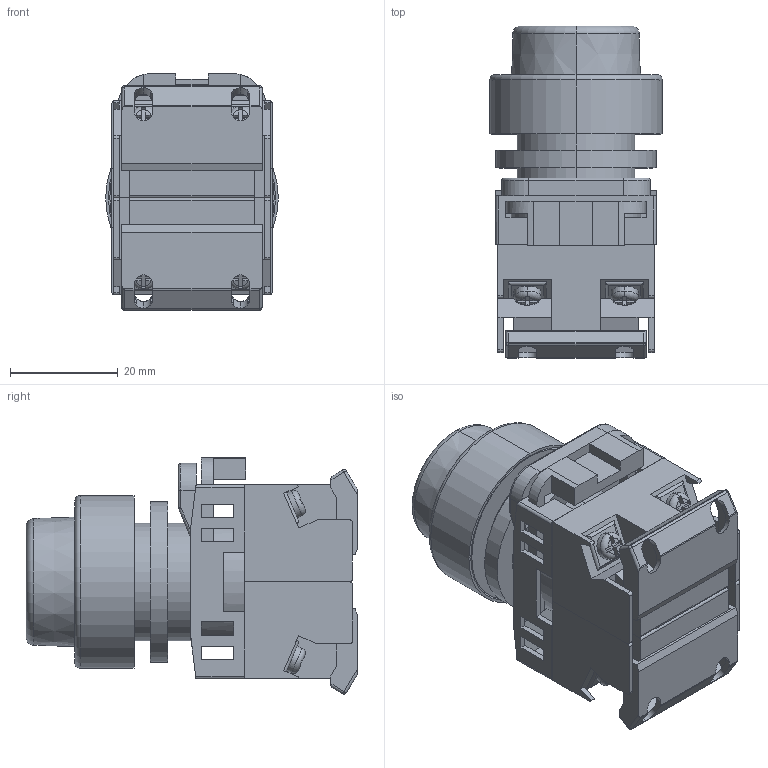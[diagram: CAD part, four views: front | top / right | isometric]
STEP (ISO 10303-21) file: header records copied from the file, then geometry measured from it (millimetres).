
FILE_DESCRIPTION (( 'STEP AP214' ), '1' );
FILE_NAME ('AR22JR-3C22AZA.step', '2017-08-28T21:17:12', ( '' ), ( '' ), 'SwSTEP 2.0', 'SolidWorks 2017', '' );
FILE_SCHEMA (( 'AUTOMOTIVE_DESIGN' ));
Length unit declared in the file: millimetre
Products named in the file (1): AR22JR-3C22AZA
Bounding box: 32 x 61.5 x 43.81 mm (x, y, z)
Volume: 40043.6 mm3; surface area: 25928.7 mm2
Topology: 19 solids, 19 shells, 448 faces, 1198 edges, 780 vertices
Faces by surface type: plane 304, cylinder 115, torus 14, sphere 8, bspline 5, cone 2
Entity records: 14904 total; most frequent: CARTESIAN_POINT 3438, ORIENTED_EDGE 2392, DIRECTION 2097, EDGE_CURVE 1196, VECTOR 833, LINE 833, VERTEX_POINT 780, AXIS2_PLACEMENT_3D 632
